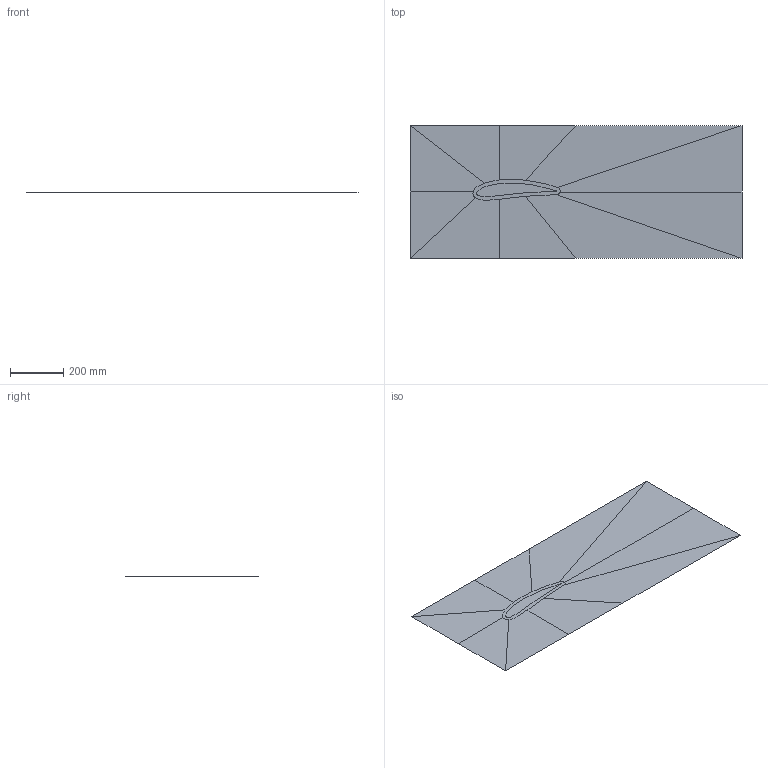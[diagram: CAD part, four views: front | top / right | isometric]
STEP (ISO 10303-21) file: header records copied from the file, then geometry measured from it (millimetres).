
FILE_DESCRIPTION(/* description */ (''),/* implementation_level */ '2;1');
FILE_NAME(/* name */ 'Aerofoil_PaperChallengeTest_0.1.step',/* time_stamp */ '2024-05-09T13:50:52+02:00',/* author */ (''),/* organization */ (''),/* preprocessor_version */ 'ST-DEVELOPER v20',/* originating_system */ 'Autodesk Translation Framework v12.14.0.127',/* authorisation */ '');
FILE_SCHEMA (('AUTOMOTIVE_DESIGN { 1 0 10303 214 3 1 1 }'));
Length unit declared in the file: millimetre
Products named in the file (1): Aerofoil2
Bounding box: 1250 x 500 x 0 mm (x, y, z)
Surface area: 634304.2 mm2 (no closed solid volume)
Topology: 0 solids, 12 shells, 12 faces, 51 edges, 51 vertices
Faces by surface type: plane 12
Entity records: 918 total; most frequent: CARTESIAN_POINT 499, DIRECTION 56, VERTEX_POINT 51, EDGE_CURVE 51, ORIENTED_EDGE 51, LINE 30, VECTOR 30, B_SPLINE_CURVE_WITH_KNOTS 21
